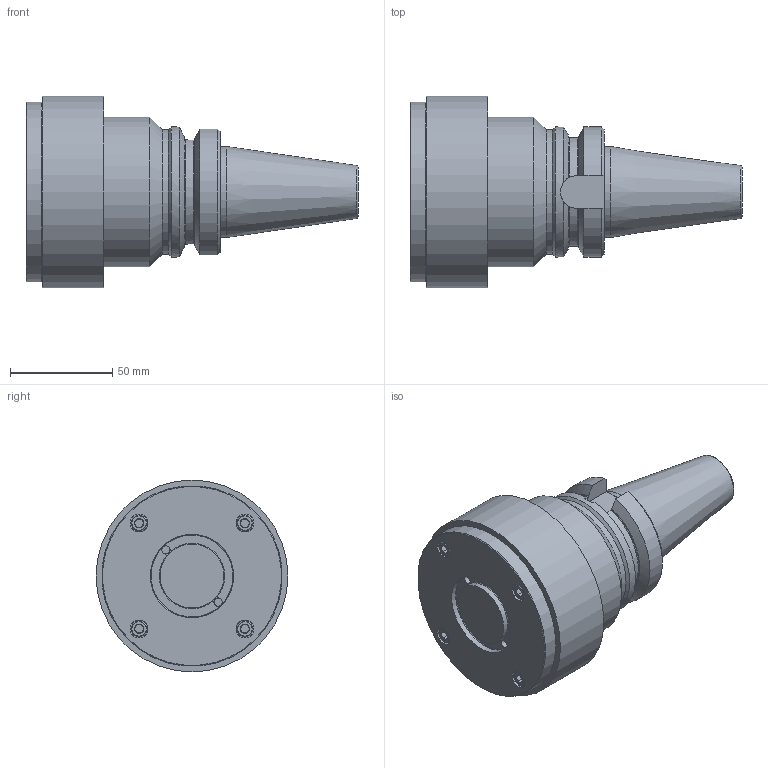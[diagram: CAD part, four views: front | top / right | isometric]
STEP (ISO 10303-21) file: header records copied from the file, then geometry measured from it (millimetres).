
FILE_DESCRIPTION (( 'STEP AP203' ), '1' );
FILE_NAME ('BT40-SA-D.STEP', '2015-06-23T01:01:18', ( '' ), ( '' ), 'SwSTEP 2.0', 'SolidWorks 2014', '' );
FILE_SCHEMA (( 'CONFIG_CONTROL_DESIGN' ));
Length unit declared in the file: inch
Products named in the file (1): BT40-SA-D
Bounding box: 162 x 93.65 x 93.65 mm (x, y, z)
Volume: 512945.1 mm3; surface area: 46444.9 mm2
Topology: 5 solids, 5 shells, 138 faces, 279 edges, 162 vertices
Faces by surface type: plane 61, cone 43, cylinder 24, torus 8, bspline 2
Full cylindrical faces by diameter (mm): 4.039 x2, 7.925 x4, 8.738 x4, 31.217 x1, 40.767 x1, 44.45 x1, 60.96 x1, 63.5 x1, 73 x1, 88.113 x1, 93.65 x1
Entity records: 3709 total; most frequent: CARTESIAN_POINT 977, DIRECTION 568, ORIENTED_EDGE 478, AXIS2_PLACEMENT_3D 244, EDGE_CURVE 239, EDGE_LOOP 182, FACE_OUTER_BOUND 158, VERTEX_POINT 155
